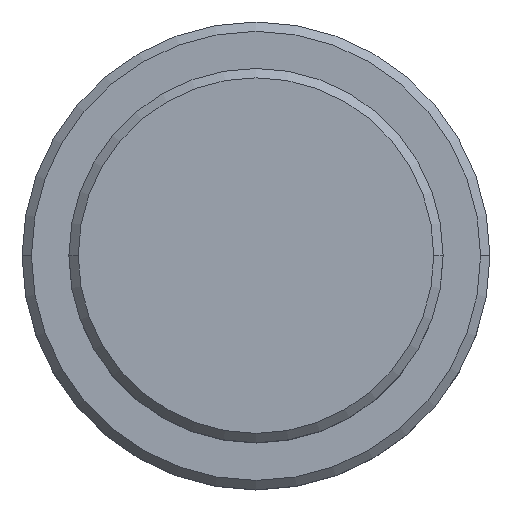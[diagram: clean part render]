
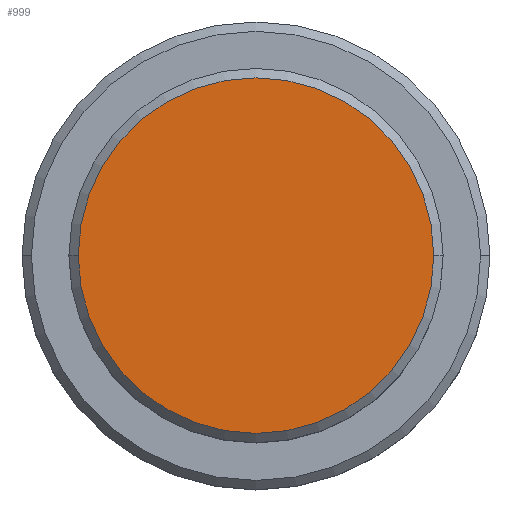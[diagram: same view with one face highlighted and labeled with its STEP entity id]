
A CAD part, top view. The second image highlights one B-rep face of the part: STEP entity #999.
In plain terms, the highlighted planar face has unit normal (0, 0, 1).
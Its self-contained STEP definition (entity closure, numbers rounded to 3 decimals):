
#24 = AXIS2_PLACEMENT_3D ( 'NONE', #1156, #1332, #279 ) ;
#31 = DIRECTION ( 'NONE',  ( 0., 0., 1. ) ) ;
#46 = DIRECTION ( 'NONE',  ( 1., 0., 0. ) ) ;
#85 = EDGE_CURVE ( 'NONE', #865, #924, #1317, .T. ) ;
#108 = EDGE_CURVE ( 'NONE', #924, #865, #587, .T. ) ;
#149 = CARTESIAN_POINT ( 'NONE',  ( 0., 0., 0. ) ) ;
#173 = EDGE_LOOP ( 'NONE', ( #1151, #1377 ) ) ;
#279 = DIRECTION ( 'NONE',  ( 1., 0., 0. ) ) ;
#513 = CARTESIAN_POINT ( 'NONE',  ( 9.5, 0., 0. ) ) ;
#583 = DIRECTION ( 'NONE',  ( 0., 0., 1. ) ) ;
#587 = CIRCLE ( 'NONE', #893, 9.5 ) ;
#691 = FACE_OUTER_BOUND ( 'NONE', #173, .T. ) ;
#865 = VERTEX_POINT ( 'NONE', #513 ) ;
#893 = AXIS2_PLACEMENT_3D ( 'NONE', #1350, #31, #46 ) ;
#905 = CARTESIAN_POINT ( 'NONE',  ( -9.5, 0., 0. ) ) ;
#924 = VERTEX_POINT ( 'NONE', #905 ) ;
#999 = ADVANCED_FACE ( 'NONE', ( #691 ), #1142, .T. ) ;
#1029 = DIRECTION ( 'NONE',  ( 1., 0., 0. ) ) ;
#1082 = AXIS2_PLACEMENT_3D ( 'NONE', #149, #583, #1029 ) ;
#1142 = PLANE ( 'NONE',  #1082 ) ;
#1151 = ORIENTED_EDGE ( 'NONE', *, *, #108, .T. ) ;
#1156 = CARTESIAN_POINT ( 'NONE',  ( 0., 0., 0. ) ) ;
#1317 = CIRCLE ( 'NONE', #24, 9.5 ) ;
#1332 = DIRECTION ( 'NONE',  ( 0., 0., 1. ) ) ;
#1350 = CARTESIAN_POINT ( 'NONE',  ( 0., 0., 0. ) ) ;
#1377 = ORIENTED_EDGE ( 'NONE', *, *, #85, .T. ) ;
